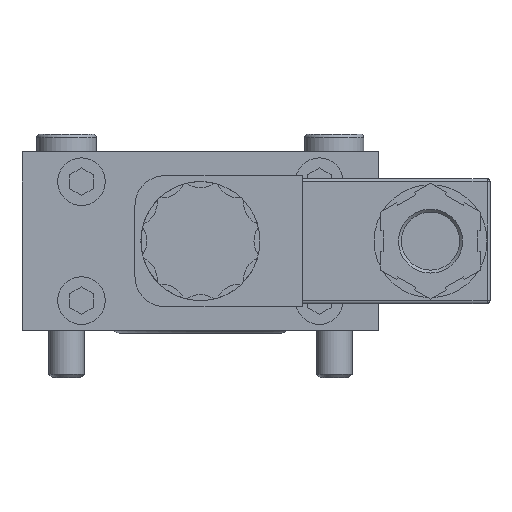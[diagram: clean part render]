
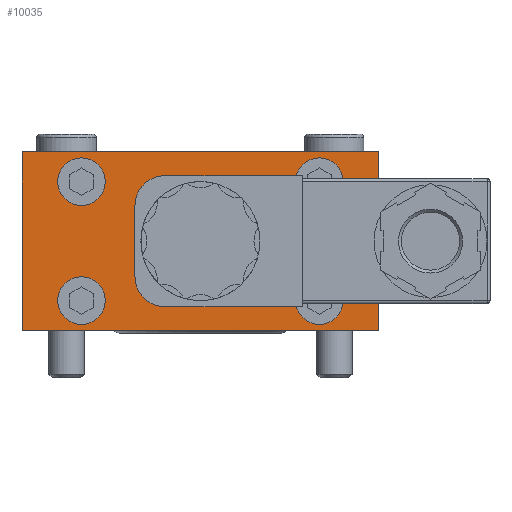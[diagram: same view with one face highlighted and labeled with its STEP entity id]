
A CAD part, left-side view. The second image highlights one B-rep face of the part: STEP entity #10035.
In plain terms, the highlighted planar face has unit normal (-1, 0, 0).
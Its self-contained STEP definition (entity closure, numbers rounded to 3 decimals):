
#422=LINE('',#15810,#985);
#424=LINE('',#15814,#987);
#426=LINE('',#15818,#989);
#428=LINE('',#15822,#991);
#985=VECTOR('',#12071,1000.);
#987=VECTOR('',#12075,1000.);
#989=VECTOR('',#12079,1000.);
#991=VECTOR('',#12083,1000.);
#1396=PLANE('',#10665);
#1673=CIRCLE('',#10592,8.);
#1684=CIRCLE('',#10654,4.);
#1685=CIRCLE('',#10656,4.);
#1686=CIRCLE('',#10662,4.);
#1687=CIRCLE('',#10664,4.);
#2943=ORIENTED_EDGE('',*,*,#4068,.F.);
#2944=ORIENTED_EDGE('',*,*,#4199,.T.);
#2945=ORIENTED_EDGE('',*,*,#4198,.T.);
#2946=ORIENTED_EDGE('',*,*,#4197,.T.);
#2947=ORIENTED_EDGE('',*,*,#4195,.T.);
#2948=ORIENTED_EDGE('',*,*,#4193,.T.);
#2949=ORIENTED_EDGE('',*,*,#4191,.T.);
#2950=ORIENTED_EDGE('',*,*,#4189,.T.);
#2951=ORIENTED_EDGE('',*,*,#4188,.T.);
#4068=EDGE_CURVE('',#4873,#4873,#1673,.T.);
#4188=EDGE_CURVE('',#4958,#4958,#1684,.T.);
#4189=EDGE_CURVE('',#4959,#4959,#1685,.T.);
#4191=EDGE_CURVE('',#4961,#4960,#422,.T.);
#4193=EDGE_CURVE('',#4962,#4961,#424,.T.);
#4195=EDGE_CURVE('',#4963,#4962,#426,.T.);
#4197=EDGE_CURVE('',#4960,#4963,#428,.T.);
#4198=EDGE_CURVE('',#4964,#4964,#1686,.T.);
#4199=EDGE_CURVE('',#4965,#4965,#1687,.T.);
#4873=VERTEX_POINT('',#15301);
#4958=VERTEX_POINT('',#15803);
#4959=VERTEX_POINT('',#15806);
#4960=VERTEX_POINT('',#15809);
#4961=VERTEX_POINT('',#15811);
#4962=VERTEX_POINT('',#15815);
#4963=VERTEX_POINT('',#15819);
#4964=VERTEX_POINT('',#15825);
#4965=VERTEX_POINT('',#15828);
#5720=EDGE_LOOP('',(#2943));
#5721=EDGE_LOOP('',(#2944));
#5722=EDGE_LOOP('',(#2945));
#5723=EDGE_LOOP('',(#2946,#2947,#2948,#2949));
#5724=EDGE_LOOP('',(#2950));
#5725=EDGE_LOOP('',(#2951));
#6362=FACE_BOUND('',#5720,.T.);
#6363=FACE_BOUND('',#5721,.T.);
#6364=FACE_BOUND('',#5722,.T.);
#6365=FACE_BOUND('',#5723,.T.);
#6366=FACE_BOUND('',#5724,.T.);
#6367=FACE_BOUND('',#5725,.T.);
#10035=ADVANCED_FACE('',(#6362,#6363,#6364,#6365,#6366,#6367),#1396,.T.);
#10592=AXIS2_PLACEMENT_3D('',#15300,#11837,#11838);
#10654=AXIS2_PLACEMENT_3D('',#15802,#12062,#12063);
#10656=AXIS2_PLACEMENT_3D('',#15805,#12066,#12067);
#10662=AXIS2_PLACEMENT_3D('',#15824,#12086,#12087);
#10664=AXIS2_PLACEMENT_3D('',#15827,#12090,#12091);
#10665=AXIS2_PLACEMENT_3D('',#15829,#12092,#12093);
#11837=DIRECTION('',(-1.,0.,0.));
#11838=DIRECTION('',(0.,1.,0.));
#12062=DIRECTION('',(1.,0.,0.));
#12063=DIRECTION('',(0.,-1.,0.));
#12066=DIRECTION('',(1.,0.,0.));
#12067=DIRECTION('',(0.,-1.,0.));
#12071=DIRECTION('',(0.,-1.,0.));
#12075=DIRECTION('',(0.,0.,-1.));
#12079=DIRECTION('',(0.,1.,0.));
#12083=DIRECTION('',(0.,0.,1.));
#12086=DIRECTION('',(1.,0.,0.));
#12087=DIRECTION('',(0.,-1.,0.));
#12090=DIRECTION('',(1.,0.,0.));
#12091=DIRECTION('',(0.,-1.,0.));
#12092=DIRECTION('',(-1.,0.,0.));
#12093=DIRECTION('',(0.,1.,0.));
#15300=CARTESIAN_POINT('',(-130.,0.,0.));
#15301=CARTESIAN_POINT('',(-130.,8.,0.));
#15802=CARTESIAN_POINT('',(-130.,-20.,-10.));
#15803=CARTESIAN_POINT('',(-130.,-24.,-10.));
#15805=CARTESIAN_POINT('',(-130.,20.,10.));
#15806=CARTESIAN_POINT('',(-130.,16.,10.));
#15809=CARTESIAN_POINT('',(-130.,-30.,-15.));
#15810=CARTESIAN_POINT('',(-130.,18.,-15.));
#15811=CARTESIAN_POINT('',(-130.,30.,-15.));
#15814=CARTESIAN_POINT('',(-130.,30.,11.));
#15815=CARTESIAN_POINT('',(-130.,30.,15.));
#15818=CARTESIAN_POINT('',(-130.,-18.,15.));
#15819=CARTESIAN_POINT('',(-130.,-30.,15.));
#15822=CARTESIAN_POINT('',(-130.,-30.,-11.));
#15824=CARTESIAN_POINT('',(-130.,20.,-10.));
#15825=CARTESIAN_POINT('',(-130.,16.,-10.));
#15827=CARTESIAN_POINT('',(-130.,-20.,10.));
#15828=CARTESIAN_POINT('',(-130.,-24.,10.));
#15829=CARTESIAN_POINT('',(-130.,-18.,11.));
